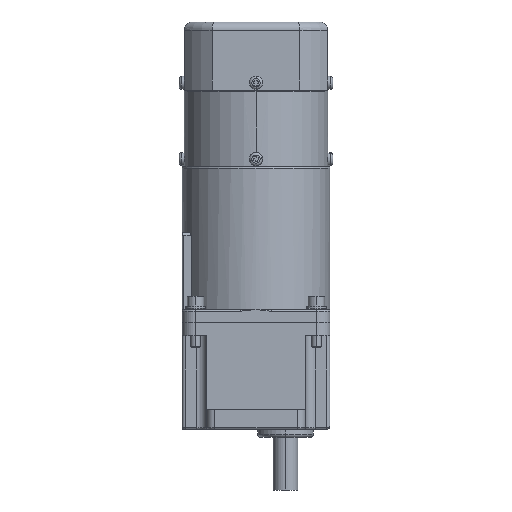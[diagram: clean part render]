
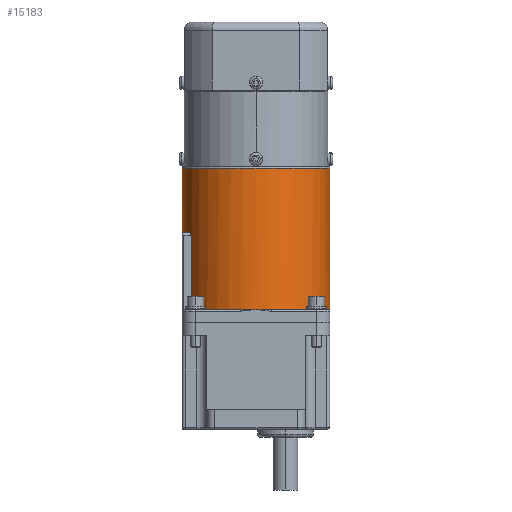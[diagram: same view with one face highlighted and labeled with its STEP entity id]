
A CAD part, left-side view. The second image highlights one B-rep face of the part: STEP entity #15183.
In plain terms, the highlighted cylindrical face has radius 45 mm (diameter 90 mm), a partial arc.
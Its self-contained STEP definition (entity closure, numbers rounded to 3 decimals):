
#34 = AXIS2_PLACEMENT_3D ( 'NONE', #13922, #1635, #7149 ) ;
#78 = EDGE_CURVE ( 'NONE', #6053, #10683, #12272, .T. ) ;
#106 = CARTESIAN_POINT ( 'NONE',  ( -34.668, -29.339, -44.6 ) ) ;
#173 = CARTESIAN_POINT ( 'NONE',  ( -34.668, 60.661, -43.9 ) ) ;
#335 = VERTEX_POINT ( 'NONE', #106 ) ;
#521 = EDGE_CURVE ( 'NONE', #14147, #335, #3258, .T. ) ;
#875 = ORIENTED_EDGE ( 'NONE', *, *, #8796, .T. ) ;
#894 = VERTEX_POINT ( 'NONE', #4414 ) ;
#947 = AXIS2_PLACEMENT_3D ( 'NONE', #1194, #6712, #12151 ) ;
#955 = ORIENTED_EDGE ( 'NONE', *, *, #9629, .T. ) ;
#1194 = CARTESIAN_POINT ( 'NONE',  ( -34.668, 15.661, -44.6 ) ) ;
#1227 = ORIENTED_EDGE ( 'NONE', *, *, #10973, .T. ) ;
#1334 = VERTEX_POINT ( 'NONE', #11210 ) ;
#1635 = DIRECTION ( 'NONE',  ( 0., 0., 1. ) ) ;
#1733 = DIRECTION ( 'NONE',  ( 0., 0., 1. ) ) ;
#1790 = DIRECTION ( 'NONE',  ( 0., 0., 1. ) ) ;
#1977 = DIRECTION ( 'NONE',  ( 1., 0., 0. ) ) ;
#2167 = DIRECTION ( 'NONE',  ( 0., 1., 0. ) ) ;
#2461 = AXIS2_PLACEMENT_3D ( 'NONE', #4967, #10438, #15872 ) ;
#2469 = CARTESIAN_POINT ( 'NONE',  ( -34.668, 60.661, 41.5 ) ) ;
#2658 = EDGE_CURVE ( 'NONE', #1334, #9210, #6210, .T. ) ;
#2721 = EDGE_CURVE ( 'NONE', #14278, #15425, #17608, .T. ) ;
#3258 = LINE ( 'NONE', #8755, #12215 ) ;
#3341 = AXIS2_PLACEMENT_3D ( 'NONE', #8811, #14258, #1977 ) ;
#3405 = VERTEX_POINT ( 'NONE', #2469 ) ;
#3520 = CYLINDRICAL_SURFACE ( 'NONE', #12851, 45. ) ;
#3813 = CARTESIAN_POINT ( 'NONE',  ( -55.344, 55.637, 1.825 ) ) ;
#3961 = DIRECTION ( 'NONE',  ( 1., 0., 0. ) ) ;
#4414 = CARTESIAN_POINT ( 'NONE',  ( -78.668, 25.095, -44.6 ) ) ;
#4569 =( BOUNDED_CURVE ( )  B_SPLINE_CURVE ( 3, ( #16081, #3813, #9298, #14735 ),
 .UNSPECIFIED., .F., .F. ) 
 B_SPLINE_CURVE_WITH_KNOTS ( ( 4, 4 ),
 ( 5.173, 5.223 ),
 .UNSPECIFIED. ) 
 CURVE ( )  GEOMETRIC_REPRESENTATION_ITEM ( )  RATIONAL_B_SPLINE_CURVE ( ( 1., 1., 1., 1. ) ) 
 REPRESENTATION_ITEM ( '' )  );
#4580 = ORIENTED_EDGE ( 'NONE', *, *, #2658, .T. ) ;
#4967 = CARTESIAN_POINT ( 'NONE',  ( -34.668, 15.661, -44.6 ) ) ;
#5078 = AXIS2_PLACEMENT_3D ( 'NONE', #14024, #1733, #7238 ) ;
#5223 = ORIENTED_EDGE ( 'NONE', *, *, #2721, .T. ) ;
#5405 = DIRECTION ( 'NONE',  ( 0., -1., 0. ) ) ;
#5462 = DIRECTION ( 'NONE',  ( 0., 0., -1. ) ) ;
#5577 = CARTESIAN_POINT ( 'NONE',  ( -78.668, 6.227, -44.6 ) ) ;
#5685 = DIRECTION ( 'NONE',  ( 0., 0., -1. ) ) ;
#6053 = VERTEX_POINT ( 'NONE', #8206 ) ;
#6088 = EDGE_CURVE ( 'NONE', #8163, #1334, #7815, .T. ) ;
#6199 = ORIENTED_EDGE ( 'NONE', *, *, #8462, .T. ) ;
#6210 = CIRCLE ( 'NONE', #8482, 45. ) ;
#6226 = CARTESIAN_POINT ( 'NONE',  ( -79.668, 15.661, -44.6 ) ) ;
#6712 = DIRECTION ( 'NONE',  ( 0., 0., 1. ) ) ;
#7104 = AXIS2_PLACEMENT_3D ( 'NONE', #12190, #17650, #5405 ) ;
#7149 = DIRECTION ( 'NONE',  ( 1., 0., 0. ) ) ;
#7238 = DIRECTION ( 'NONE',  ( 1., 0., 0. ) ) ;
#7291 = DIRECTION ( 'NONE',  ( 1., 0., 0. ) ) ;
#7344 = EDGE_CURVE ( 'NONE', #15425, #8550, #8715, .T. ) ;
#7469 = ORIENTED_EDGE ( 'NONE', *, *, #6088, .T. ) ;
#7815 = CIRCLE ( 'NONE', #34, 45. ) ;
#8163 = VERTEX_POINT ( 'NONE', #13854 ) ;
#8206 = CARTESIAN_POINT ( 'NONE',  ( -56.668, 54.916, 0.5 ) ) ;
#8297 = VECTOR ( 'NONE', #5462, 1000. ) ;
#8462 = EDGE_CURVE ( 'NONE', #3405, #8163, #12477, .T. ) ;
#8482 = AXIS2_PLACEMENT_3D ( 'NONE', #10775, #16230, #3961 ) ;
#8550 = VERTEX_POINT ( 'NONE', #14085 ) ;
#8715 = CIRCLE ( 'NONE', #947, 45. ) ;
#8755 = CARTESIAN_POINT ( 'NONE',  ( -34.668, -29.339, -43.9 ) ) ;
#8796 = EDGE_CURVE ( 'NONE', #14147, #3405, #14804, .T. ) ;
#8811 = CARTESIAN_POINT ( 'NONE',  ( -34.668, 15.661, -44.6 ) ) ;
#9007 = CARTESIAN_POINT ( 'NONE',  ( -34.668, 15.661, -43.9 ) ) ;
#9210 = VERTEX_POINT ( 'NONE', #10996 ) ;
#9298 = CARTESIAN_POINT ( 'NONE',  ( -56.011, 55.285, 1.158 ) ) ;
#9629 = EDGE_CURVE ( 'NONE', #10683, #894, #12797, .T. ) ;
#9754 = EDGE_LOOP ( 'NONE', ( #14765, #875, #6199, #7469, #4580, #11289, #17462, #955, #1227, #5223, #14623, #13118 ) ) ;
#9918 = AXIS2_PLACEMENT_3D ( 'NONE', #14074, #1790, #7291 ) ;
#10228 = CIRCLE ( 'NONE', #2461, 45. ) ;
#10438 = DIRECTION ( 'NONE',  ( 0., 0., 1. ) ) ;
#10602 = EDGE_CURVE ( 'NONE', #8550, #335, #10228, .T. ) ;
#10683 = VERTEX_POINT ( 'NONE', #12035 ) ;
#10775 = CARTESIAN_POINT ( 'NONE',  ( -34.668, 15.661, 2.5 ) ) ;
#10973 = EDGE_CURVE ( 'NONE', #894, #14278, #11070, .T. ) ;
#10996 = CARTESIAN_POINT ( 'NONE',  ( -54.668, 55.972, 2.5 ) ) ;
#11070 = CIRCLE ( 'NONE', #3341, 45. ) ;
#11210 = CARTESIAN_POINT ( 'NONE',  ( -44.102, 59.661, 2.5 ) ) ;
#11289 = ORIENTED_EDGE ( 'NONE', *, *, #12607, .T. ) ;
#12035 = CARTESIAN_POINT ( 'NONE',  ( -56.668, 54.916, -44.6 ) ) ;
#12151 = DIRECTION ( 'NONE',  ( 1., 0., 0. ) ) ;
#12190 = CARTESIAN_POINT ( 'NONE',  ( -34.668, 15.661, 41.5 ) ) ;
#12215 = VECTOR ( 'NONE', #14201, 1000. ) ;
#12272 = LINE ( 'NONE', #17715, #8297 ) ;
#12477 = LINE ( 'NONE', #173, #17647 ) ;
#12607 = EDGE_CURVE ( 'NONE', #9210, #6053, #4569, .T. ) ;
#12797 = CIRCLE ( 'NONE', #5078, 45. ) ;
#12851 = AXIS2_PLACEMENT_3D ( 'NONE', #9007, #14447, #2167 ) ;
#13118 = ORIENTED_EDGE ( 'NONE', *, *, #10602, .T. ) ;
#13854 = CARTESIAN_POINT ( 'NONE',  ( -34.668, 60.661, 2.5 ) ) ;
#13922 = CARTESIAN_POINT ( 'NONE',  ( -34.668, 15.661, 2.5 ) ) ;
#14024 = CARTESIAN_POINT ( 'NONE',  ( -34.668, 15.661, -44.6 ) ) ;
#14074 = CARTESIAN_POINT ( 'NONE',  ( -34.668, 15.661, -44.6 ) ) ;
#14082 = CARTESIAN_POINT ( 'NONE',  ( -34.668, -29.339, 41.5 ) ) ;
#14085 = CARTESIAN_POINT ( 'NONE',  ( -44.102, -28.339, -44.6 ) ) ;
#14147 = VERTEX_POINT ( 'NONE', #14082 ) ;
#14201 = DIRECTION ( 'NONE',  ( 0., 0., -1. ) ) ;
#14258 = DIRECTION ( 'NONE',  ( 0., 0., 1. ) ) ;
#14278 = VERTEX_POINT ( 'NONE', #6226 ) ;
#14447 = DIRECTION ( 'NONE',  ( 0., 0., -1. ) ) ;
#14623 = ORIENTED_EDGE ( 'NONE', *, *, #7344, .T. ) ;
#14735 = CARTESIAN_POINT ( 'NONE',  ( -56.668, 54.916, 0.5 ) ) ;
#14765 = ORIENTED_EDGE ( 'NONE', *, *, #521, .F. ) ;
#14804 = CIRCLE ( 'NONE', #7104, 45. ) ;
#15183 = ADVANCED_FACE ( 'NONE', ( #15800 ), #3520, .T. ) ;
#15425 = VERTEX_POINT ( 'NONE', #5577 ) ;
#15800 = FACE_OUTER_BOUND ( 'NONE', #9754, .T. ) ;
#15872 = DIRECTION ( 'NONE',  ( 1., 0., 0. ) ) ;
#16081 = CARTESIAN_POINT ( 'NONE',  ( -54.668, 55.972, 2.5 ) ) ;
#16230 = DIRECTION ( 'NONE',  ( 0., 0., 1. ) ) ;
#17462 = ORIENTED_EDGE ( 'NONE', *, *, #78, .T. ) ;
#17608 = CIRCLE ( 'NONE', #9918, 45. ) ;
#17647 = VECTOR ( 'NONE', #5685, 1000. ) ;
#17650 = DIRECTION ( 'NONE',  ( 0., 0., -1. ) ) ;
#17715 = CARTESIAN_POINT ( 'NONE',  ( -56.668, 54.916, -43.9 ) ) ;
